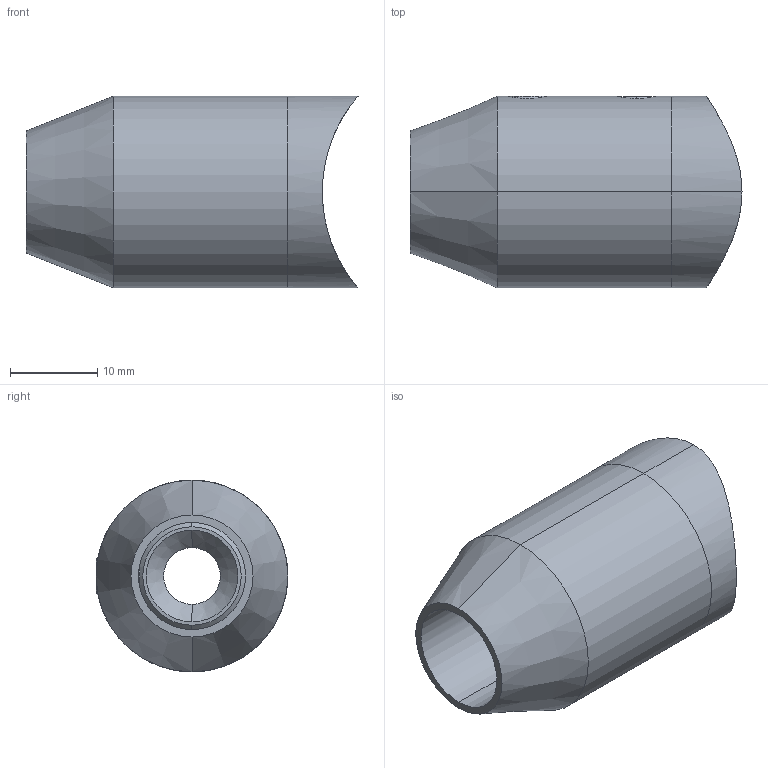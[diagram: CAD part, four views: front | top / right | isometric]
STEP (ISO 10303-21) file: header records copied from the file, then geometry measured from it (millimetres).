
FILE_DESCRIPTION (( 'STEP AP203' ), '1' );
FILE_NAME ('A_0851-033.STEP', '2020-03-04T07:54:40', ( '' ), ( '' ), 'SwSTEP 2.0', 'SolidWorks 2019', '' );
FILE_SCHEMA (( 'CONFIG_CONTROL_DESIGN' ));
Length unit declared in the file: millimetre
Products named in the file (5): A_0851-033.P1; skrutka DIN 914_M5x5_A2-70; skrutka DIN 913_M5x5_A2-70; A_0851-033.P2; A_0851-033
Assembly tree (4 placements, depth 2):
  A_0851-033
    A_0851-033.P1
    A_0851-033.P2
    skrutka DIN 913_M5x5_A2-70
    skrutka DIN 914_M5x5_A2-70
Bounding box: 38.09 x 22 x 22 mm (x, y, z)
Volume: 8420.6 mm3; surface area: 5512.8 mm2
Topology: 4 solids, 4 shells, 98 faces, 200 edges, 110 vertices
Faces by surface type: cone 38, plane 33, cylinder 23, bspline 4
Entity records: 5934 total; most frequent: CARTESIAN_POINT 3410, DIRECTION 438, ORIENTED_EDGE 392, EDGE_CURVE 196, AXIS2_PLACEMENT_3D 177, EDGE_LOOP 110, VERTEX_POINT 110, ADVANCED_FACE 98
